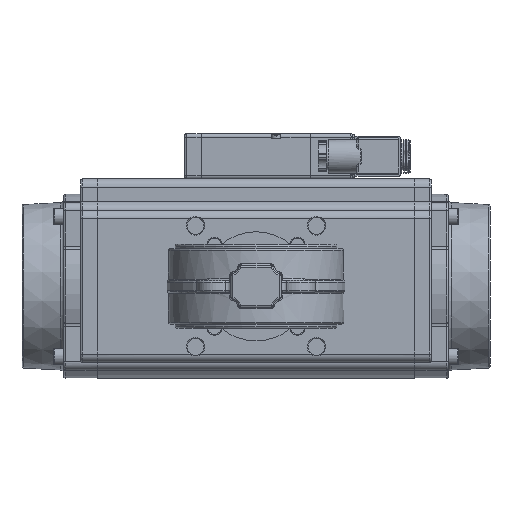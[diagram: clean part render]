
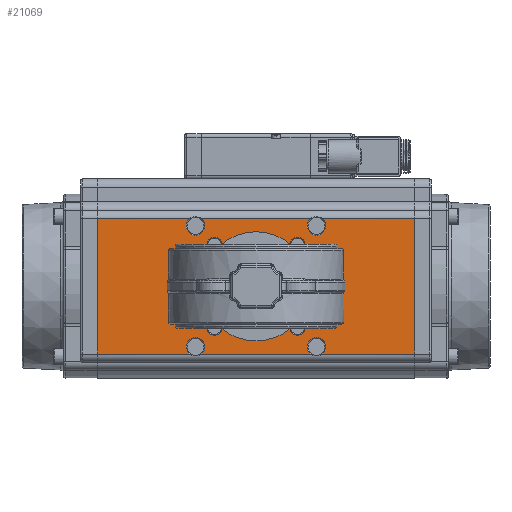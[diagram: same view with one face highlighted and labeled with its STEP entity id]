
A CAD part, front view. The second image highlights one B-rep face of the part: STEP entity #21069.
In plain terms, the highlighted planar face has unit normal (0, -1, 0).
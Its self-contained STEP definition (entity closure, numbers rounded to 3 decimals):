
#421=FACE_BOUND('',#6438,.T.);
#422=FACE_BOUND('',#6439,.T.);
#423=FACE_BOUND('',#6440,.T.);
#424=FACE_BOUND('',#6441,.T.);
#425=FACE_BOUND('',#6442,.T.);
#822=PLANE('',#23543);
#2231=LINE('',#38342,#3460);
#2232=LINE('',#38343,#3461);
#2233=LINE('',#38344,#3462);
#2249=LINE('',#38396,#3478);
#2250=LINE('',#38399,#3479);
#2251=LINE('',#38401,#3480);
#2252=LINE('',#38402,#3481);
#2253=LINE('',#38403,#3482);
#3460=VECTOR('',#28927,10.);
#3461=VECTOR('',#28928,10.);
#3462=VECTOR('',#28929,10.);
#3478=VECTOR('',#28977,10.);
#3479=VECTOR('',#28980,10.);
#3480=VECTOR('',#28981,10.);
#3481=VECTOR('',#28982,10.);
#3482=VECTOR('',#28983,10.);
#5142=FACE_OUTER_BOUND('',#6437,.T.);
#6437=EDGE_LOOP('',(#17452,#17453,#17454,#17455,#17456,#17457,#17458,#17459,
#17460,#17461,#17462,#17463,#17464,#17465));
#6438=EDGE_LOOP('',(#17466));
#6439=EDGE_LOOP('',(#17467));
#6440=EDGE_LOOP('',(#17468));
#6441=EDGE_LOOP('',(#17469));
#6442=EDGE_LOOP('',(#17470));
#7778=CIRCLE('',#23347,23.5);
#7791=CIRCLE('',#23390,4.5);
#7794=CIRCLE('',#23395,5.5);
#7799=CIRCLE('',#23403,4.5);
#7802=CIRCLE('',#23408,5.5);
#7803=CIRCLE('',#23409,5.5);
#7806=CIRCLE('',#23414,4.5);
#7811=CIRCLE('',#23422,4.5);
#7851=CIRCLE('',#23523,5.5);
#7852=CIRCLE('',#23524,5.5);
#7863=CIRCLE('',#23544,5.5);
#9336=VERTEX_POINT('',#37647);
#9381=VERTEX_POINT('',#37787);
#9384=VERTEX_POINT('',#37797);
#9386=VERTEX_POINT('',#37808);
#9391=VERTEX_POINT('',#37831);
#9394=VERTEX_POINT('',#37841);
#9395=VERTEX_POINT('',#37842);
#9396=VERTEX_POINT('',#37858);
#9399=VERTEX_POINT('',#37869);
#9404=VERTEX_POINT('',#37885);
#9514=VERTEX_POINT('',#38316);
#9515=VERTEX_POINT('',#38317);
#9516=VERTEX_POINT('',#38333);
#9517=VERTEX_POINT('',#38338);
#9518=VERTEX_POINT('',#38340);
#9537=VERTEX_POINT('',#38394);
#9538=VERTEX_POINT('',#38395);
#9539=VERTEX_POINT('',#38397);
#9540=VERTEX_POINT('',#38400);
#11967=EDGE_CURVE('',#9336,#9336,#7778,.T.);
#12032=EDGE_CURVE('',#9381,#9381,#7791,.T.);
#12040=EDGE_CURVE('',#9386,#9384,#7794,.T.);
#12047=EDGE_CURVE('',#9391,#9391,#7799,.T.);
#12053=EDGE_CURVE('',#9395,#9396,#7802,.T.);
#12055=EDGE_CURVE('',#9396,#9394,#7803,.T.);
#12059=EDGE_CURVE('',#9399,#9399,#7806,.T.);
#12067=EDGE_CURVE('',#9404,#9404,#7811,.T.);
#12232=EDGE_CURVE('',#9515,#9516,#7851,.T.);
#12234=EDGE_CURVE('',#9516,#9514,#7852,.T.);
#12237=EDGE_CURVE('',#9518,#9395,#2231,.T.);
#12238=EDGE_CURVE('',#9394,#9515,#2232,.T.);
#12239=EDGE_CURVE('',#9514,#9517,#2233,.T.);
#12263=EDGE_CURVE('',#9537,#9538,#2249,.T.);
#12264=EDGE_CURVE('',#9539,#9537,#7863,.T.);
#12265=EDGE_CURVE('',#9384,#9539,#2250,.T.);
#12266=EDGE_CURVE('',#9540,#9386,#2251,.T.);
#12267=EDGE_CURVE('',#9517,#9540,#2252,.T.);
#12268=EDGE_CURVE('',#9538,#9518,#2253,.T.);
#17452=ORIENTED_EDGE('',*,*,#12263,.F.);
#17453=ORIENTED_EDGE('',*,*,#12264,.F.);
#17454=ORIENTED_EDGE('',*,*,#12265,.F.);
#17455=ORIENTED_EDGE('',*,*,#12040,.F.);
#17456=ORIENTED_EDGE('',*,*,#12266,.F.);
#17457=ORIENTED_EDGE('',*,*,#12267,.F.);
#17458=ORIENTED_EDGE('',*,*,#12239,.F.);
#17459=ORIENTED_EDGE('',*,*,#12234,.F.);
#17460=ORIENTED_EDGE('',*,*,#12232,.F.);
#17461=ORIENTED_EDGE('',*,*,#12238,.F.);
#17462=ORIENTED_EDGE('',*,*,#12055,.F.);
#17463=ORIENTED_EDGE('',*,*,#12053,.F.);
#17464=ORIENTED_EDGE('',*,*,#12237,.F.);
#17465=ORIENTED_EDGE('',*,*,#12268,.F.);
#17466=ORIENTED_EDGE('',*,*,#12032,.F.);
#17467=ORIENTED_EDGE('',*,*,#11967,.T.);
#17468=ORIENTED_EDGE('',*,*,#12047,.F.);
#17469=ORIENTED_EDGE('',*,*,#12059,.F.);
#17470=ORIENTED_EDGE('',*,*,#12067,.F.);
#21069=ADVANCED_FACE('',(#5142,#421,#422,#423,#424,#425),#822,.T.);
#23347=AXIS2_PLACEMENT_3D('',#37648,#28424,#28425);
#23390=AXIS2_PLACEMENT_3D('',#37788,#28562,#28563);
#23395=AXIS2_PLACEMENT_3D('',#37817,#28575,#28576);
#23403=AXIS2_PLACEMENT_3D('',#37832,#28593,#28594);
#23408=AXIS2_PLACEMENT_3D('',#37859,#28605,#28606);
#23409=AXIS2_PLACEMENT_3D('',#37861,#28608,#28609);
#23414=AXIS2_PLACEMENT_3D('',#37870,#28619,#28620);
#23422=AXIS2_PLACEMENT_3D('',#37886,#28638,#28639);
#23523=AXIS2_PLACEMENT_3D('',#38334,#28916,#28917);
#23524=AXIS2_PLACEMENT_3D('',#38336,#28919,#28920);
#23543=AXIS2_PLACEMENT_3D('',#38393,#28975,#28976);
#23544=AXIS2_PLACEMENT_3D('',#38398,#28978,#28979);
#28424=DIRECTION('center_axis',(0.,1.,0.));
#28425=DIRECTION('ref_axis',(1.,0.,0.));
#28562=DIRECTION('center_axis',(0.,-1.,0.));
#28563=DIRECTION('ref_axis',(-1.,0.,0.));
#28575=DIRECTION('center_axis',(0.,-1.,0.));
#28576=DIRECTION('ref_axis',(-1.,0.,0.));
#28593=DIRECTION('center_axis',(0.,-1.,0.));
#28594=DIRECTION('ref_axis',(-1.,0.,0.));
#28605=DIRECTION('center_axis',(0.,-1.,0.));
#28606=DIRECTION('ref_axis',(-1.,0.,0.));
#28608=DIRECTION('center_axis',(0.,-1.,0.));
#28609=DIRECTION('ref_axis',(-1.,0.,0.));
#28619=DIRECTION('center_axis',(0.,-1.,0.));
#28620=DIRECTION('ref_axis',(-1.,0.,0.));
#28638=DIRECTION('center_axis',(0.,-1.,0.));
#28639=DIRECTION('ref_axis',(-1.,0.,0.));
#28916=DIRECTION('center_axis',(0.,-1.,0.));
#28917=DIRECTION('ref_axis',(-1.,0.,0.));
#28919=DIRECTION('center_axis',(0.,-1.,0.));
#28920=DIRECTION('ref_axis',(-1.,0.,0.));
#28927=DIRECTION('',(0.,0.,1.));
#28928=DIRECTION('',(0.,0.,1.));
#28929=DIRECTION('',(0.,0.,1.));
#28975=DIRECTION('center_axis',(0.,-1.,0.));
#28976=DIRECTION('ref_axis',(1.,0.,0.));
#28977=DIRECTION('',(0.,0.,-1.));
#28978=DIRECTION('center_axis',(0.,-1.,0.));
#28979=DIRECTION('ref_axis',(-1.,0.,0.));
#28980=DIRECTION('',(0.,0.,-1.));
#28981=DIRECTION('',(0.,0.,-1.));
#28982=DIRECTION('',(1.,0.,0.));
#28983=DIRECTION('',(-1.,0.,0.));
#37647=CARTESIAN_POINT('',(-23.5,-67.,0.));
#37648=CARTESIAN_POINT('Origin',(0.,-67.,0.));
#37787=CARTESIAN_POINT('',(29.249,-67.,24.749));
#37788=CARTESIAN_POINT('Origin',(24.749,-67.,24.749));
#37797=CARTESIAN_POINT('',(40.351,-67.,32.618));
#37808=CARTESIAN_POINT('',(40.351,-67.,39.507));
#37817=CARTESIAN_POINT('Origin',(36.062,-67.,36.062));
#37831=CARTESIAN_POINT('',(29.249,-67.,-24.749));
#37832=CARTESIAN_POINT('Origin',(24.749,-67.,-24.749));
#37841=CARTESIAN_POINT('',(-40.351,-67.,-32.618));
#37842=CARTESIAN_POINT('',(-40.351,-67.,-39.507));
#37858=CARTESIAN_POINT('',(-30.562,-67.,-36.062));
#37859=CARTESIAN_POINT('Origin',(-36.062,-67.,-36.062));
#37861=CARTESIAN_POINT('Origin',(-36.062,-67.,-36.062));
#37869=CARTESIAN_POINT('',(-20.249,-67.,-24.749));
#37870=CARTESIAN_POINT('Origin',(-24.749,-67.,-24.749));
#37885=CARTESIAN_POINT('',(-20.249,-67.,24.749));
#37886=CARTESIAN_POINT('Origin',(-24.749,-67.,24.749));
#38316=CARTESIAN_POINT('',(-40.351,-67.,39.507));
#38317=CARTESIAN_POINT('',(-40.351,-67.,32.618));
#38333=CARTESIAN_POINT('',(-30.562,-67.,36.062));
#38334=CARTESIAN_POINT('Origin',(-36.062,-67.,36.062));
#38336=CARTESIAN_POINT('Origin',(-36.062,-67.,36.062));
#38338=CARTESIAN_POINT('',(-40.351,-67.,94.5));
#38340=CARTESIAN_POINT('',(-40.351,-67.,-94.5));
#38342=CARTESIAN_POINT('',(-40.351,-67.,0.));
#38343=CARTESIAN_POINT('',(-40.351,-67.,0.));
#38344=CARTESIAN_POINT('',(-40.351,-67.,0.));
#38393=CARTESIAN_POINT('Origin',(-45.351,-67.,0.));
#38394=CARTESIAN_POINT('',(40.351,-67.,-39.507));
#38395=CARTESIAN_POINT('',(40.351,-67.,-94.5));
#38396=CARTESIAN_POINT('',(40.351,-67.,0.));
#38397=CARTESIAN_POINT('',(40.351,-67.,-32.618));
#38398=CARTESIAN_POINT('Origin',(36.062,-67.,-36.062));
#38399=CARTESIAN_POINT('',(40.351,-67.,0.));
#38400=CARTESIAN_POINT('',(40.351,-67.,94.5));
#38401=CARTESIAN_POINT('',(40.351,-67.,0.));
#38402=CARTESIAN_POINT('',(-45.351,-67.,94.5));
#38403=CARTESIAN_POINT('',(-45.351,-67.,-94.5));
